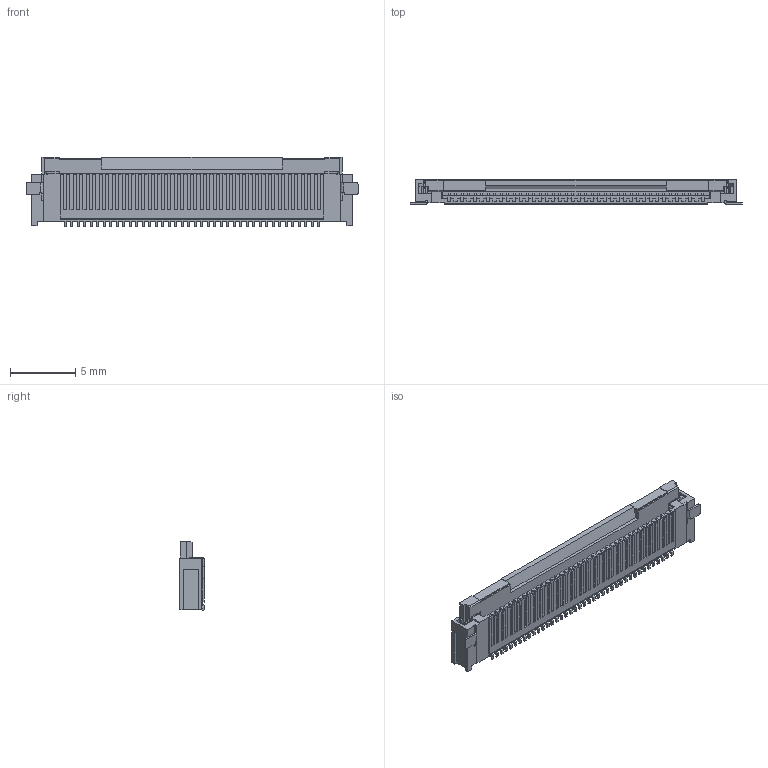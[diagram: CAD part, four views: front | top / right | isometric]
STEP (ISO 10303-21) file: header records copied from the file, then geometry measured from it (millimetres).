
FILE_DESCRIPTION(('STEP AP242'),'1');
FILE_NAME('505110-4091.stp','2021-04-21T14:42:13',('TraceParts'),('TraceParts S.A.'),'Spatial InterOp 3D',' ',' ');
FILE_SCHEMA(('AP242_MANAGED_MODEL_BASED_3D_ENGINEERING_MIM_LF {1 0 10303 442 1 1 4}'));
Length unit declared in the file: millimetre
Products named in the file (1): 505110-4091_1
Bounding box: 25.5 x 1.9 x 5.3 mm (x, y, z)
Volume: 148.1 mm3; surface area: 633.5 mm2
Topology: 1 solids, 1 shells, 2043 faces, 6509 edges, 4556 vertices
Faces by surface type: plane 1895, cylinder 148
Entity records: 70777 total; most frequent: CARTESIAN_POINT 12792, ORIENTED_EDGE 12682, DIRECTION 10975, EDGE_CURVE 6341, LINE 6129, VECTOR 6129, VERTEX_POINT 4220, AXIS2_PLACEMENT_3D 2423
